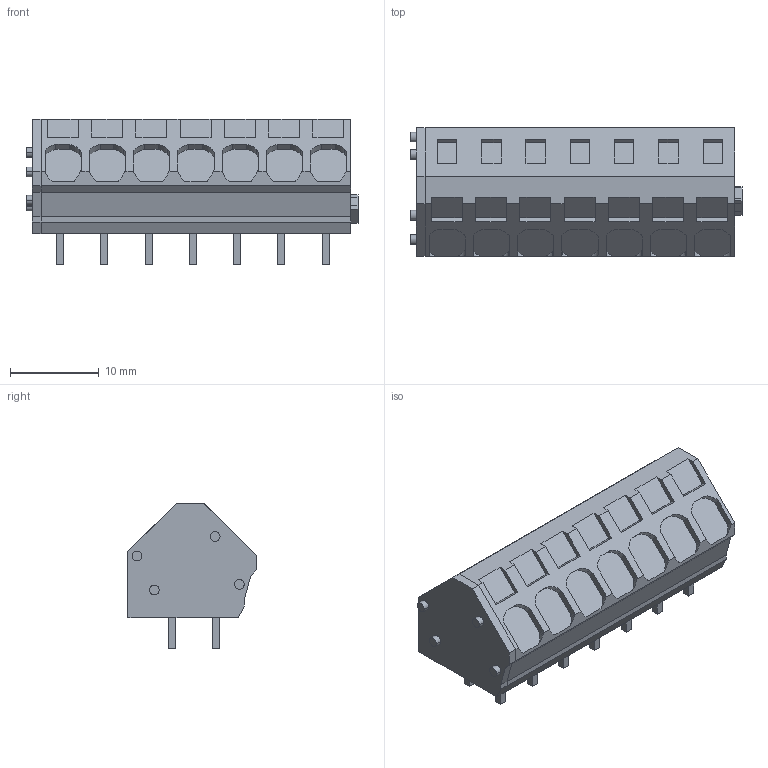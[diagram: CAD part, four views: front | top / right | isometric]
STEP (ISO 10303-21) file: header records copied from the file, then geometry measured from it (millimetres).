
FILE_DESCRIPTION(('CATIA V5R20 STEP214','CAx-IF Rec.Pracs.--- Model Styling and Organization---1.4--- 2014-01-23'),'2;1');
FILE_NAME ('022509-3_0', '2019-03-13T07:06:29+00:00', ('Weidmueller Interface'), ('Weidmueller'), 'CATIA Version 5-6 Release 2016 SP3 HF44', 'CATIA V5 STEP AP214', 'none');
FILE_SCHEMA(('AUTOMOTIVE_DESIGN { 1 0 10303 214 1 1 1 1 }'));
Length unit declared in the file: millimetre
Products named in the file (1): 1811890000
Bounding box: 37.5 x 14.5 x 16.48 mm (x, y, z)
Volume: 5111.3 mm3; surface area: 3076.1 mm2
Topology: 16 solids, 30 shells, 442 faces, 1131 edges, 761 vertices
Faces by surface type: plane 321, cylinder 121
Entity records: 12196 total; most frequent: CARTESIAN_POINT 2502, ORIENTED_EDGE 2262, DIRECTION 1467, EDGE_CURVE 1131, VECTOR 868, LINE 868, VERTEX_POINT 761, EDGE_LOOP 462
